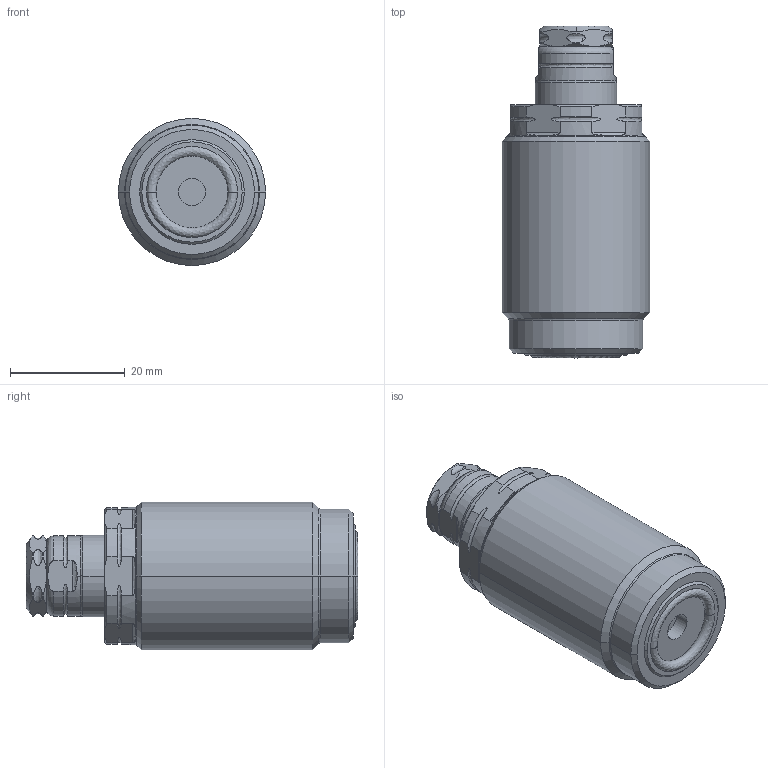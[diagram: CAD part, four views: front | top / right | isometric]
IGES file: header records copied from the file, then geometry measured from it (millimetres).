
Start section:  PTC IGES file: ilcmv41070610.igs
Global section: file name: ilcmv41070610.igs; native system: Creo Parametric by Parametric Technology Corporation; preprocessor: 2017170; author: Mjust; organization: Unknown; date: 20200320.105706; units: millimetre
Bounding box: 25.65 x 57.86 x 25.65 mm (x, y, z)
Surface area: 5243.3 mm2 (no closed solid volume)
Topology: 0 solids, 0 shells, 131 faces, 946 edges, 1218 vertices
Faces by surface type: revolution 102, bspline 29
